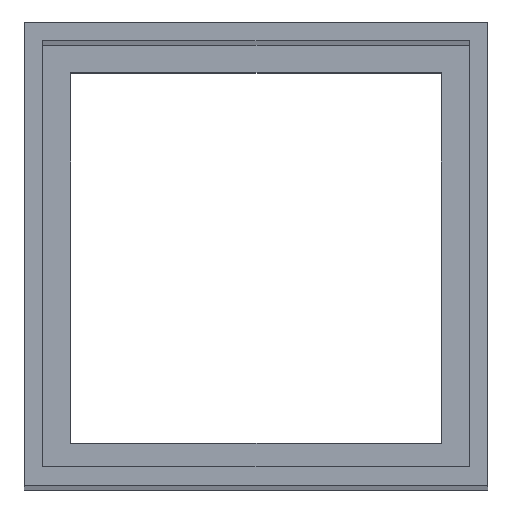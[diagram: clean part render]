
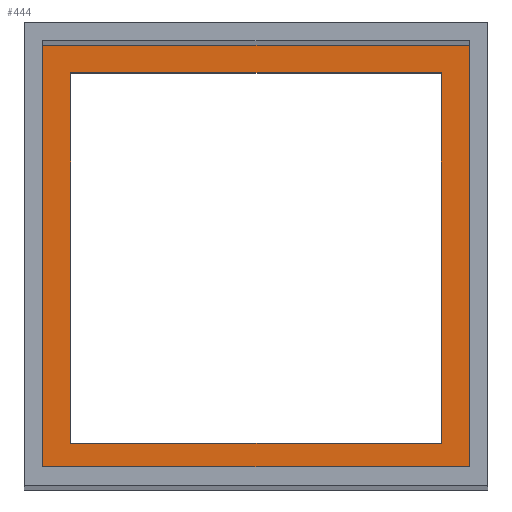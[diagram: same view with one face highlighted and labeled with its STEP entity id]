
A CAD part, top view. The second image highlights one B-rep face of the part: STEP entity #444.
In plain terms, the highlighted planar face has unit normal (0, 0, 1).
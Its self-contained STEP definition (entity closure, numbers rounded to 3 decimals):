
#19 = EDGE_CURVE ( 'NONE', #674, #434, #631, .T. ) ;
#20 = LINE ( 'NONE', #622, #912 ) ;
#22 = ORIENTED_EDGE ( 'NONE', *, *, #792, .F. ) ;
#27 = EDGE_CURVE ( 'NONE', #127, #674, #195, .T. ) ;
#31 = CARTESIAN_POINT ( 'NONE',  ( 5., 45., 20. ) ) ;
#35 = ORIENTED_EDGE ( 'NONE', *, *, #19, .F. ) ;
#77 = ORIENTED_EDGE ( 'NONE', *, *, #27, .F. ) ;
#80 = DIRECTION ( 'NONE',  ( 0., 1., 0. ) ) ;
#114 = ORIENTED_EDGE ( 'NONE', *, *, #959, .T. ) ;
#127 = VERTEX_POINT ( 'NONE', #326 ) ;
#132 = CARTESIAN_POINT ( 'NONE',  ( 5., 5., 20. ) ) ;
#134 = CARTESIAN_POINT ( 'NONE',  ( 45., 0., 20. ) ) ;
#142 = DIRECTION ( 'NONE',  ( 0., 1., 0. ) ) ;
#144 = LINE ( 'NONE', #134, #602 ) ;
#169 = VECTOR ( 'NONE', #142, 1000. ) ;
#195 = LINE ( 'NONE', #717, #928 ) ;
#214 = DIRECTION ( 'NONE',  ( 0., 1., 0. ) ) ;
#257 = ORIENTED_EDGE ( 'NONE', *, *, #827, .T. ) ;
#284 = ORIENTED_EDGE ( 'NONE', *, *, #732, .T. ) ;
#291 = DIRECTION ( 'NONE',  ( 1., 0., 0. ) ) ;
#300 = CARTESIAN_POINT ( 'NONE',  ( 45., 5., 20. ) ) ;
#312 = DIRECTION ( 'NONE',  ( 1., 0., 0. ) ) ;
#315 = CARTESIAN_POINT ( 'NONE',  ( 0., 48., 20. ) ) ;
#326 = CARTESIAN_POINT ( 'NONE',  ( 2., 2., 20. ) ) ;
#358 = PLANE ( 'NONE',  #766 ) ;
#367 = VERTEX_POINT ( 'NONE', #31 ) ;
#434 = VERTEX_POINT ( 'NONE', #587 ) ;
#444 = ADVANCED_FACE ( 'NONE', ( #568, #691 ), #358, .T. ) ;
#448 = VECTOR ( 'NONE', #312, 1000. ) ;
#453 = CARTESIAN_POINT ( 'NONE',  ( 5., 0., 20. ) ) ;
#493 = DIRECTION ( 'NONE',  ( 1., 0., 0. ) ) ;
#515 = LINE ( 'NONE', #896, #706 ) ;
#559 = VERTEX_POINT ( 'NONE', #608 ) ;
#568 = FACE_OUTER_BOUND ( 'NONE', #863, .T. ) ;
#581 = VECTOR ( 'NONE', #850, 1000. ) ;
#587 = CARTESIAN_POINT ( 'NONE',  ( 48., 48., 20. ) ) ;
#602 = VECTOR ( 'NONE', #702, 1000. ) ;
#608 = CARTESIAN_POINT ( 'NONE',  ( 48., 2., 20. ) ) ;
#619 = EDGE_CURVE ( 'NONE', #660, #738, #144, .T. ) ;
#622 = CARTESIAN_POINT ( 'NONE',  ( 0., 5., 20. ) ) ;
#623 = VERTEX_POINT ( 'NONE', #132 ) ;
#631 = LINE ( 'NONE', #315, #448 ) ;
#653 = VECTOR ( 'NONE', #214, 1000. ) ;
#660 = VERTEX_POINT ( 'NONE', #300 ) ;
#667 = LINE ( 'NONE', #453, #653 ) ;
#673 = EDGE_CURVE ( 'NONE', #127, #559, #804, .T. ) ;
#674 = VERTEX_POINT ( 'NONE', #696 ) ;
#691 = FACE_BOUND ( 'NONE', #694, .T. ) ;
#694 = EDGE_LOOP ( 'NONE', ( #22, #284, #114, #916 ) ) ;
#696 = CARTESIAN_POINT ( 'NONE',  ( 2., 48., 20. ) ) ;
#700 = CARTESIAN_POINT ( 'NONE',  ( 45., 45., 20. ) ) ;
#702 = DIRECTION ( 'NONE',  ( 0., 1., 0. ) ) ;
#706 = VECTOR ( 'NONE', #493, 1000. ) ;
#717 = CARTESIAN_POINT ( 'NONE',  ( 2., 0., 20. ) ) ;
#732 = EDGE_CURVE ( 'NONE', #623, #367, #667, .T. ) ;
#738 = VERTEX_POINT ( 'NONE', #700 ) ;
#751 = CARTESIAN_POINT ( 'NONE',  ( 0., 0., 20. ) ) ;
#766 = AXIS2_PLACEMENT_3D ( 'NONE', #751, #812, #979 ) ;
#792 = EDGE_CURVE ( 'NONE', #623, #660, #20, .T. ) ;
#804 = LINE ( 'NONE', #1013, #581 ) ;
#812 = DIRECTION ( 'NONE',  ( 0., 0., 1. ) ) ;
#827 = EDGE_CURVE ( 'NONE', #559, #434, #858, .T. ) ;
#850 = DIRECTION ( 'NONE',  ( 1., 0., 0. ) ) ;
#858 = LINE ( 'NONE', #1010, #169 ) ;
#863 = EDGE_LOOP ( 'NONE', ( #77, #945, #257, #35 ) ) ;
#896 = CARTESIAN_POINT ( 'NONE',  ( 0., 45., 20. ) ) ;
#912 = VECTOR ( 'NONE', #291, 1000. ) ;
#916 = ORIENTED_EDGE ( 'NONE', *, *, #619, .F. ) ;
#928 = VECTOR ( 'NONE', #80, 1000. ) ;
#945 = ORIENTED_EDGE ( 'NONE', *, *, #673, .T. ) ;
#959 = EDGE_CURVE ( 'NONE', #367, #738, #515, .T. ) ;
#979 = DIRECTION ( 'NONE',  ( 1., 0., 0. ) ) ;
#1010 = CARTESIAN_POINT ( 'NONE',  ( 48., 0., 20. ) ) ;
#1013 = CARTESIAN_POINT ( 'NONE',  ( 0., 2., 20. ) ) ;
